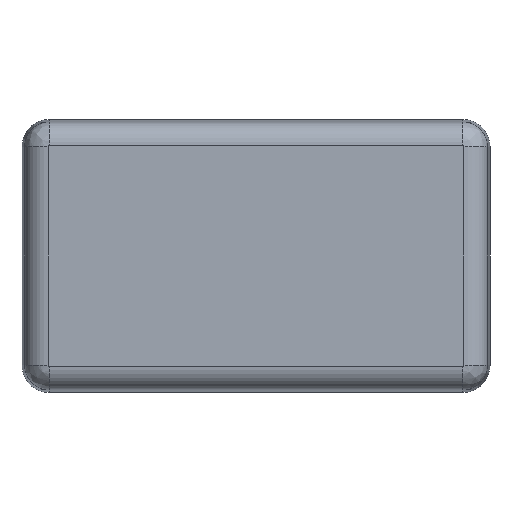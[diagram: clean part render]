
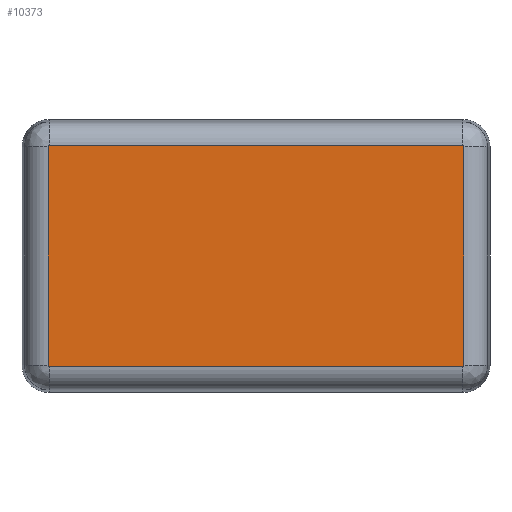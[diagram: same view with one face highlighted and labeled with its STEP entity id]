
A CAD part, front view. The second image highlights one B-rep face of the part: STEP entity #10373.
In plain terms, the highlighted planar face has unit normal (0, -1, 0).
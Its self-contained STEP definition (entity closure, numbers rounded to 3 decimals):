
#1054=FACE_OUTER_BOUND('',#1715,.T.);
#1715=EDGE_LOOP('',(#8621,#8622,#8623,#8624,#8625,#8626,#8627,#8628));
#2056=CIRCLE('',#11041,0.159);
#2073=CIRCLE('',#11083,0.159);
#2091=CIRCLE('',#11120,0.159);
#2108=CIRCLE('',#11156,0.159);
#3027=LINE('',#18364,#3902);
#3034=LINE('',#18535,#3909);
#3042=LINE('',#18723,#3917);
#3046=LINE('',#18747,#3921);
#3902=VECTOR('',#13102,10.);
#3909=VECTOR('',#13167,10.);
#3917=VECTOR('',#13243,10.);
#3921=VECTOR('',#13265,10.);
#4752=VERTEX_POINT('',#18146);
#4753=VERTEX_POINT('',#18148);
#4770=VERTEX_POINT('',#18358);
#4771=VERTEX_POINT('',#18360);
#4779=VERTEX_POINT('',#18533);
#4781=VERTEX_POINT('',#18552);
#4789=VERTEX_POINT('',#18722);
#4791=VERTEX_POINT('',#18743);
#6012=EDGE_CURVE('',#4753,#4752,#2056,.T.);
#6050=EDGE_CURVE('',#4771,#4770,#2073,.T.);
#6052=EDGE_CURVE('',#4770,#4752,#3027,.T.);
#6075=EDGE_CURVE('',#4753,#4779,#3034,.T.);
#6080=EDGE_CURVE('',#4779,#4781,#2091,.T.);
#6101=EDGE_CURVE('',#4771,#4789,#3042,.T.);
#6108=EDGE_CURVE('',#4789,#4791,#2108,.T.);
#6109=EDGE_CURVE('',#4791,#4781,#3046,.T.);
#8621=ORIENTED_EDGE('',*,*,#6101,.F.);
#8622=ORIENTED_EDGE('',*,*,#6050,.T.);
#8623=ORIENTED_EDGE('',*,*,#6052,.T.);
#8624=ORIENTED_EDGE('',*,*,#6012,.F.);
#8625=ORIENTED_EDGE('',*,*,#6075,.T.);
#8626=ORIENTED_EDGE('',*,*,#6080,.T.);
#8627=ORIENTED_EDGE('',*,*,#6109,.F.);
#8628=ORIENTED_EDGE('',*,*,#6108,.F.);
#9896=PLANE('',#11159);
#10373=ADVANCED_FACE('',(#1054),#9896,.F.);
#11041=AXIS2_PLACEMENT_3D('',#18150,#12997,#12998);
#11083=AXIS2_PLACEMENT_3D('',#18361,#13096,#13097);
#11120=AXIS2_PLACEMENT_3D('',#18554,#13180,#13181);
#11156=AXIS2_PLACEMENT_3D('',#18745,#13261,#13262);
#11159=AXIS2_PLACEMENT_3D('',#18750,#13269,#13270);
#12997=DIRECTION('center_axis',(0.,1.,0.));
#12998=DIRECTION('ref_axis',(0.707,0.,0.707));
#13096=DIRECTION('center_axis',(0.,-1.,0.));
#13097=DIRECTION('ref_axis',(0.707,0.,-0.707));
#13102=DIRECTION('',(0.,0.,1.));
#13167=DIRECTION('',(-1.,0.,0.));
#13180=DIRECTION('center_axis',(0.,-1.,0.));
#13181=DIRECTION('ref_axis',(-0.707,0.,0.707));
#13243=DIRECTION('',(-1.,0.,0.));
#13261=DIRECTION('center_axis',(0.,1.,0.));
#13262=DIRECTION('ref_axis',(-0.707,0.,-0.707));
#13265=DIRECTION('',(0.,0.,1.));
#13269=DIRECTION('center_axis',(0.,1.,0.));
#13270=DIRECTION('ref_axis',(0.,0.,1.));
#18146=CARTESIAN_POINT('',(26.659,0.,14.));
#18148=CARTESIAN_POINT('',(26.5,0.,14.159));
#18150=CARTESIAN_POINT('Origin',(26.5,0.,14.));
#18358=CARTESIAN_POINT('',(26.659,0.,-14.));
#18360=CARTESIAN_POINT('',(26.5,0.,-14.159));
#18361=CARTESIAN_POINT('Origin',(26.5,0.,-14.));
#18364=CARTESIAN_POINT('',(26.659,0.,-11.375));
#18533=CARTESIAN_POINT('',(-26.5,0.,14.159));
#18535=CARTESIAN_POINT('',(-7.5,0.,14.159));
#18552=CARTESIAN_POINT('',(-26.659,0.,14.));
#18554=CARTESIAN_POINT('Origin',(-26.5,0.,14.));
#18722=CARTESIAN_POINT('',(-26.5,0.,-14.159));
#18723=CARTESIAN_POINT('',(-7.5,0.,-14.159));
#18743=CARTESIAN_POINT('',(-26.659,0.,-14.));
#18745=CARTESIAN_POINT('Origin',(-26.5,0.,-14.));
#18747=CARTESIAN_POINT('',(-26.659,0.,-11.375));
#18750=CARTESIAN_POINT('Origin',(-15.,0.,-8.75));
